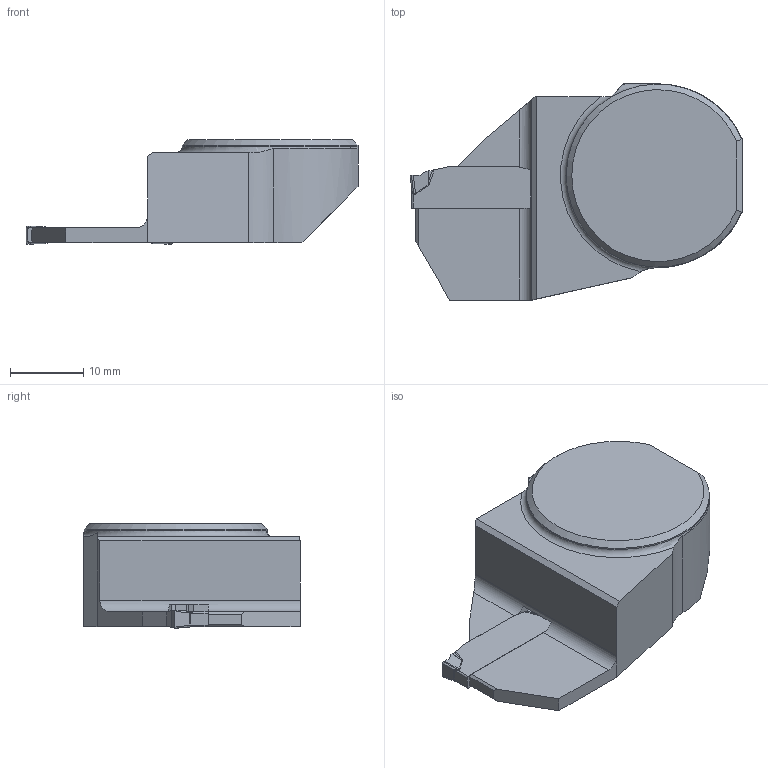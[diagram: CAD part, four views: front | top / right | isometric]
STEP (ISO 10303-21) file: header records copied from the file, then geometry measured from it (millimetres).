
FILE_DESCRIPTION(/* description */ (''),/* implementation_level */ '2;1');
FILE_NAME(/* name */ 'TOOLASSEMBLY_1.STP',/* time_stamp */ '2022-12-15T14:24:19+01:00',/* author */ (''),/* organization */ ('SMS'),/* preprocessor_version */ 'ST-DEVELOPER v16.7',/* originating_system */ 'SIEMENS PLM Software NX 12.0',/* authorisation */ '');
FILE_SCHEMA (('AUTOMOTIVE_DESIGN { 1 0 10303 214 3 1 1 1 }'));
Length unit declared in the file: millimetre
Products named in the file (4): ASSEMBLY_CONSTRUCTION; CUT_20221215142315; NOCUT_20221215142150; TOOLASSEMBLY_1
Assembly tree (3 placements, depth 2):
  TOOLASSEMBLY_1
    NOCUT_20221215142150
    CUT_20221215142315
    ASSEMBLY_CONSTRUCTION
Bounding box: 45.35 x 29.55 x 14.3 mm (x, y, z)
Volume: 9499.1 mm3; surface area: 3475.9 mm2
Topology: 2 solids, 2 shells, 110 faces, 286 edges, 184 vertices
Faces by surface type: plane 55, bspline 32, cylinder 21, cone 1, torus 1
Entity records: 4386 total; most frequent: CARTESIAN_POINT 1800, ORIENTED_EDGE 570, DIRECTION 440, EDGE_CURVE 285, VERTEX_POINT 179, LINE 148, VECTOR 148, AXIS2_PLACEMENT_3D 146
